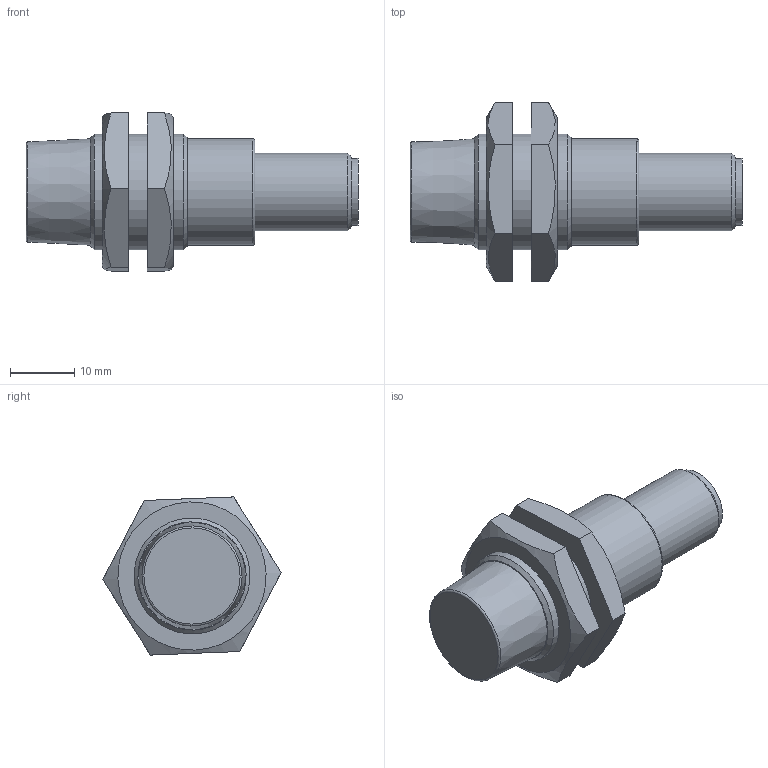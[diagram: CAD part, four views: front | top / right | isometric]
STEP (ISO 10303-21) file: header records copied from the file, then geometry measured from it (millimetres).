
FILE_DESCRIPTION((''),'2;1');
FILE_NAME('KJ8_M18MN50-V2.stp','2013-04-23T12:25:52',('henry.ebert'),(''),'Autodesk Inventor 2012','Autodesk Inventor 2012','');
FILE_SCHEMA(('AUTOMOTIVE_DESIGN { 1 0 10303 214 1 1 1 1 }'));
Length unit declared in the file: millimetre
Products named in the file (1): KJ8_M18MN50-V2_Konturvereinfachung_1
Bounding box: 51.5 x 27.69 x 24.53 mm (x, y, z)
Volume: 11713.9 mm3; surface area: 4017.9 mm2
Topology: 1 solids, 1 shells, 36 faces, 74 edges, 48 vertices
Faces by surface type: plane 22, cylinder 6, cone 6, torus 2
Full cylindrical faces by diameter (mm): 10.4 x1, 12 x1, 16.5 x1, 18 x3
Entity records: 921 total; most frequent: CARTESIAN_POINT 163, DIRECTION 140, ORIENTED_EDGE 114, AXIS2_PLACEMENT_3D 58, EDGE_LOOP 58, EDGE_CURVE 57, VERTEX_POINT 45, STYLED_ITEM 37
